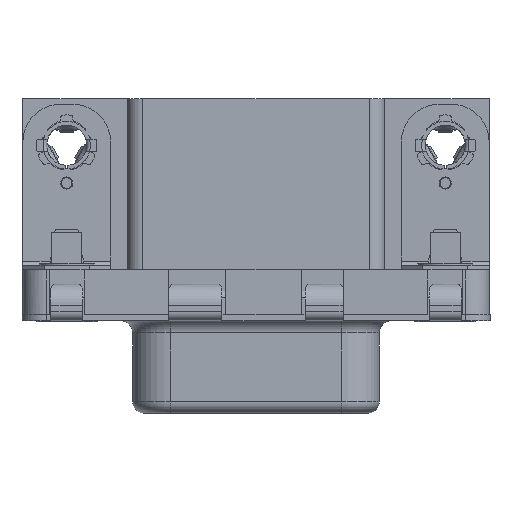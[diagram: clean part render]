
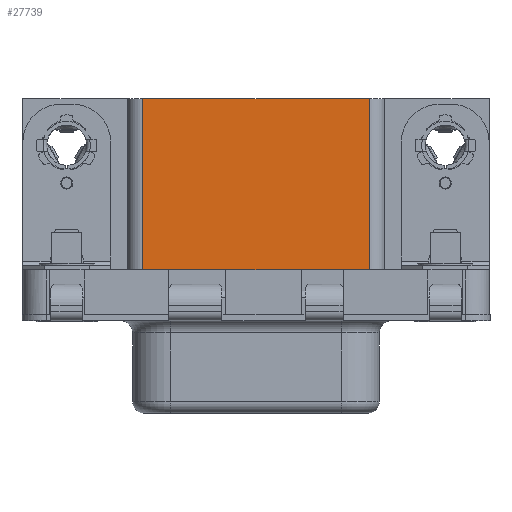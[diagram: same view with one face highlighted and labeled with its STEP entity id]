
A CAD part, top view. The second image highlights one B-rep face of the part: STEP entity #27739.
In plain terms, the highlighted planar face has unit normal (0, 0, 1).
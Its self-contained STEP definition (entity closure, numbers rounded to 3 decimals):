
#1552=DIRECTION('',(1.,0.,0.));
#1553=VECTOR('',#1552,14.96);
#1554=CARTESIAN_POINT('',(-7.48,14.25,10.02));
#1555=LINE('4689',#1554,#1553);
#1875=DIRECTION('',(1.,0.,0.));
#1876=VECTOR('',#1875,14.96);
#1877=CARTESIAN_POINT('',(-7.48,2.95,10.02));
#1878=LINE('4690',#1877,#1876);
#5164=DIRECTION('',(0.,-1.,0.));
#5165=VECTOR('',#5164,11.3);
#5166=CARTESIAN_POINT('',(7.48,14.25,10.02));
#5167=LINE('4683',#5166,#5165);
#5168=DIRECTION('',(0.,-1.,0.));
#5169=VECTOR('',#5168,11.3);
#5170=CARTESIAN_POINT('',(-7.48,14.25,10.02));
#5171=LINE('4688',#5170,#5169);
#15722=CARTESIAN_POINT('',(7.48,14.25,10.02));
#15723=CARTESIAN_POINT('',(7.48,2.95,10.02));
#15724=VERTEX_POINT('',#15722);
#15725=VERTEX_POINT('',#15723);
#15734=CARTESIAN_POINT('',(-7.48,14.25,10.02));
#15735=VERTEX_POINT('',#15734);
#15736=CARTESIAN_POINT('',(-7.48,2.95,10.02));
#15737=VERTEX_POINT('',#15736);
#27727=CARTESIAN_POINT('',(-8.48,2.95,10.02));
#27728=DIRECTION('',(0.,0.,1.));
#27729=DIRECTION('',(1.,0.,0.));
#27730=AXIS2_PLACEMENT_3D('',#27727,#27728,#27729);
#27731=PLANE('3586',#27730);
#27733=ORIENTED_EDGE('4683',*,*,#27732,.T.);
#27734=ORIENTED_EDGE('4690',*,*,#21850,.F.);
#27735=ORIENTED_EDGE('4688',*,*,#27714,.F.);
#27736=ORIENTED_EDGE('4689',*,*,#21525,.T.);
#27737=EDGE_LOOP('3586',(#27733,#27734,#27735,#27736));
#27738=FACE_OUTER_BOUND('3586',#27737,.F.);
#27739=ADVANCED_FACE('3586',(#27738),#27731,.T.);
#21525=EDGE_CURVE('4689',#15735,#15724,#1555,.T.);
#21850=EDGE_CURVE('4690',#15737,#15725,#1878,.T.);
#27714=EDGE_CURVE('4688',#15735,#15737,#5171,.T.);
#27732=EDGE_CURVE('4683',#15724,#15725,#5167,.T.);
